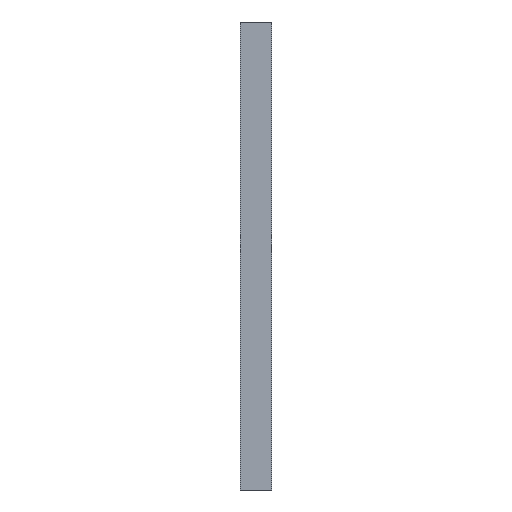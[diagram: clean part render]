
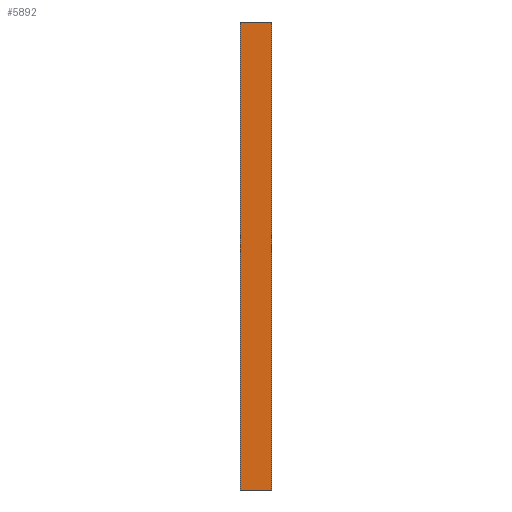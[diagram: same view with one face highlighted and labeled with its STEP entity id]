
A CAD part, left-side view. The second image highlights one B-rep face of the part: STEP entity #5892.
In plain terms, the highlighted planar face has unit normal (-1, 0, 0).
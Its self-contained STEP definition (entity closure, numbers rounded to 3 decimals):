
#151 = CARTESIAN_POINT ( 'NONE',  ( -60., 8., -60. ) ) ;
#813 = EDGE_CURVE ( 'NONE', #5487, #10962, #7461, .T. ) ;
#1061 = PLANE ( 'NONE',  #8604 ) ;
#2473 = DIRECTION ( 'NONE',  ( 0., 0., 1. ) ) ;
#2760 = CARTESIAN_POINT ( 'NONE',  ( -60., 8., -60. ) ) ;
#2930 = DIRECTION ( 'NONE',  ( 0., 0., -1. ) ) ;
#3140 = VECTOR ( 'NONE', #2473, 1000. ) ;
#4238 = EDGE_CURVE ( 'NONE', #10962, #6987, #8360, .T. ) ;
#4597 = EDGE_LOOP ( 'NONE', ( #12377, #9525, #7742, #10063 ) ) ;
#4710 = CARTESIAN_POINT ( 'NONE',  ( -60., 8., -60. ) ) ;
#4977 = VECTOR ( 'NONE', #11583, 1000. ) ;
#5050 = FACE_OUTER_BOUND ( 'NONE', #4597, .T. ) ;
#5487 = VERTEX_POINT ( 'NONE', #151 ) ;
#5884 = CARTESIAN_POINT ( 'NONE',  ( -60., 8., -60. ) ) ;
#5892 = ADVANCED_FACE ( 'NONE', ( #5050 ), #1061, .F. ) ;
#6489 = EDGE_CURVE ( 'NONE', #11184, #6987, #7732, .T. ) ;
#6499 = CARTESIAN_POINT ( 'NONE',  ( -60., 0., -60. ) ) ;
#6987 = VERTEX_POINT ( 'NONE', #10334 ) ;
#7328 = CARTESIAN_POINT ( 'NONE',  ( -60., 8., 60. ) ) ;
#7461 = LINE ( 'NONE', #2760, #11188 ) ;
#7732 = LINE ( 'NONE', #7328, #12355 ) ;
#7742 = ORIENTED_EDGE ( 'NONE', *, *, #12181, .F. ) ;
#7768 = DIRECTION ( 'NONE',  ( 1., 0., 0. ) ) ;
#8199 = CARTESIAN_POINT ( 'NONE',  ( -60., 0., -60. ) ) ;
#8360 = LINE ( 'NONE', #8199, #3140 ) ;
#8604 = AXIS2_PLACEMENT_3D ( 'NONE', #5884, #7768, #2930 ) ;
#8996 = LINE ( 'NONE', #4710, #4977 ) ;
#9124 = DIRECTION ( 'NONE',  ( 0., -1., 0. ) ) ;
#9525 = ORIENTED_EDGE ( 'NONE', *, *, #6489, .F. ) ;
#10063 = ORIENTED_EDGE ( 'NONE', *, *, #813, .T. ) ;
#10334 = CARTESIAN_POINT ( 'NONE',  ( -60., 0., 60. ) ) ;
#10375 = DIRECTION ( 'NONE',  ( 0., -1., 0. ) ) ;
#10962 = VERTEX_POINT ( 'NONE', #6499 ) ;
#11184 = VERTEX_POINT ( 'NONE', #11511 ) ;
#11188 = VECTOR ( 'NONE', #10375, 1000. ) ;
#11511 = CARTESIAN_POINT ( 'NONE',  ( -60., 8., 60. ) ) ;
#11583 = DIRECTION ( 'NONE',  ( 0., 0., 1. ) ) ;
#12181 = EDGE_CURVE ( 'NONE', #5487, #11184, #8996, .T. ) ;
#12355 = VECTOR ( 'NONE', #9124, 1000. ) ;
#12377 = ORIENTED_EDGE ( 'NONE', *, *, #4238, .T. ) ;
